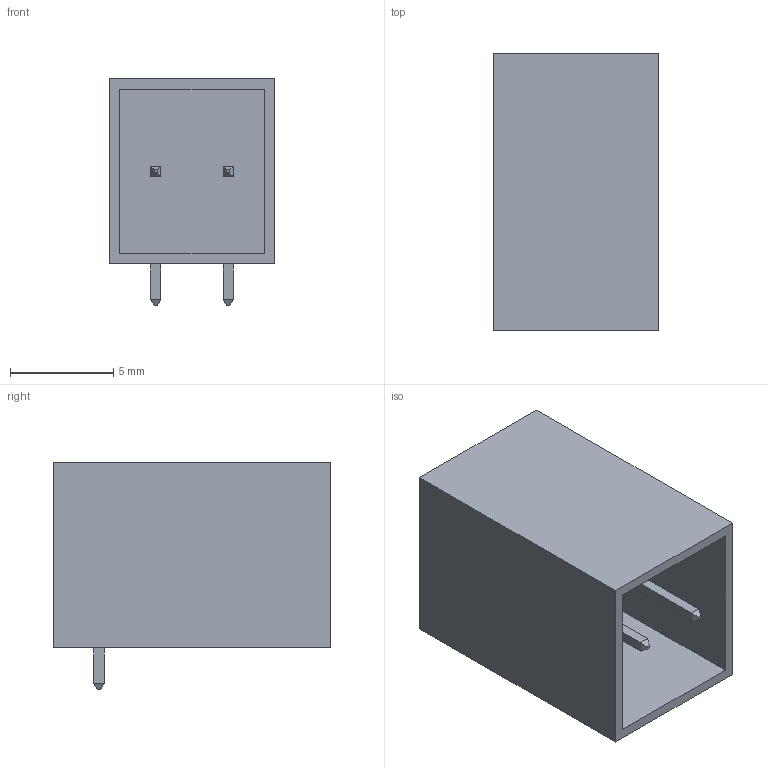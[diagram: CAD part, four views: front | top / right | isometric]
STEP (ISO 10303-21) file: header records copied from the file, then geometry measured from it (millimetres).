
FILE_DESCRIPTION (( 'STEP AP214' ), '1' );
FILE_NAME ( 'SHDRRA2W50P350_2X1_800X1340H896.STEP', '2021-05-13T11:55:52', ( '' ), ( '' ), '', '©2017 PCB Libraries, Inc.', '' );
FILE_SCHEMA (( 'AUTOMOTIVE_DESIGN' ));
Length unit declared in the file: millimetre
Products named in the file (1): SHDRRA2W50P350_2X1_800X1340H896
Bounding box: 8 x 13.4 x 10.96 mm (x, y, z)
Volume: 423 mm3; surface area: 937.1 mm2
Topology: 5 solids, 5 shells, 51 faces, 104 edges, 64 vertices
Faces by surface type: plane 51
Entity records: 1493 total; most frequent: CARTESIAN_POINT 220, DIRECTION 208, ORIENTED_EDGE 208, VECTOR 104, LINE 104, EDGE_CURVE 104, VERTEX_POINT 64, STYLED_ITEM 57
